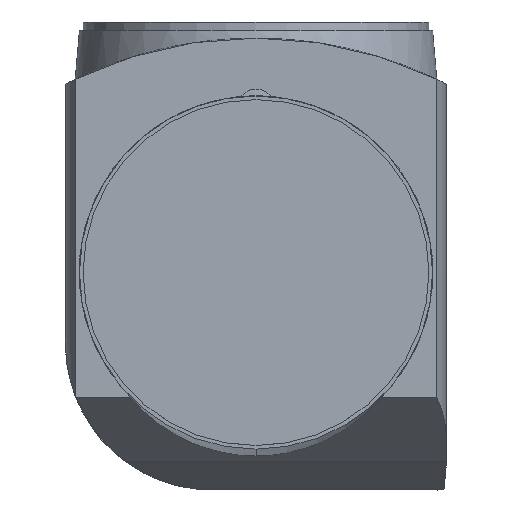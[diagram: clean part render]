
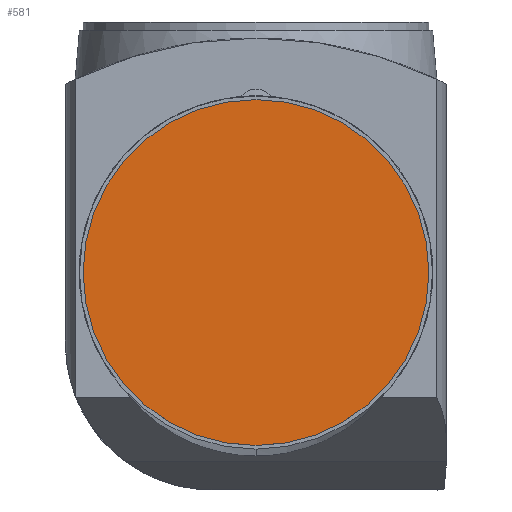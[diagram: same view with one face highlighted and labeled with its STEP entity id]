
A CAD part, top view. The second image highlights one B-rep face of the part: STEP entity #581.
In plain terms, the highlighted planar face has unit normal (0, 0, 1).
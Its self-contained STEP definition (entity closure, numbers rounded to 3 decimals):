
#554=CARTESIAN_POINT('NONE',(0.,-118.,1307.));
#555=VERTEX_POINT('NONE',#554);
#556=CARTESIAN_POINT('NONE',(0.,118.,1307.));
#557=VERTEX_POINT('NONE',#556);
#558=CARTESIAN_POINT('NONE',(0.,0.,1307.));
#559=DIRECTION('NONE',(0.,-1.,0.));
#560=DIRECTION('NONE',(0.,0.,-1.));
#561=AXIS2_PLACEMENT_3D('NONE',#558,#560,#559);
#562=CIRCLE('*CRV37',#561,118.);
#564=EDGE_CURVE('NONE',#555,#557,#562,.T.);
#565=ORIENTED_EDGE('NONE',*,*,#564,.T.);
#566=CARTESIAN_POINT('NONE',(0.,0.,1307.));
#567=DIRECTION('NONE',(0.,-1.,0.));
#568=DIRECTION('NONE',(0.,0.,-1.));
#569=AXIS2_PLACEMENT_3D('NONE',#566,#568,#567);
#570=CIRCLE('*CRV38',#569,118.);
#572=EDGE_CURVE('NONE',#557,#555,#570,.T.);
#573=ORIENTED_EDGE('NONE',*,*,#572,.T.);
#574=EDGE_LOOP('NONE',(#565,#573));
#575=FACE_OUTER_BOUND('NONE',#574,.F.);
#576=CARTESIAN_POINT('NONE',(0.,0.,1307.));
#577=DIRECTION('NONE',(0.,-1.,0.));
#578=DIRECTION('NONE',(0.,0.,-1.));
#579=AXIS2_PLACEMENT_3D('NONE',#576,#578,#577);
#580=PLANE('NONE',#579);
#581=ADVANCED_FACE('*FAC22',(#575),#580,.F.);
